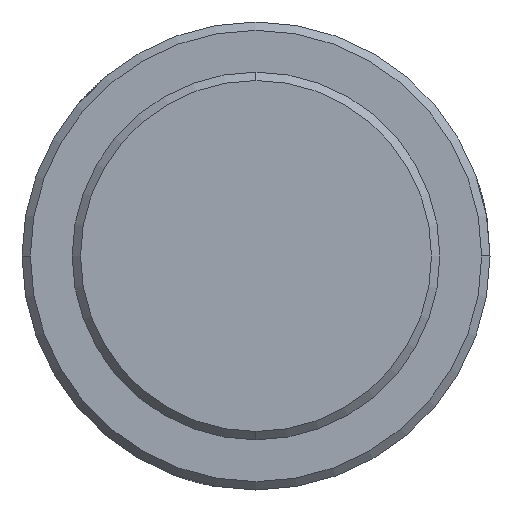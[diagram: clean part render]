
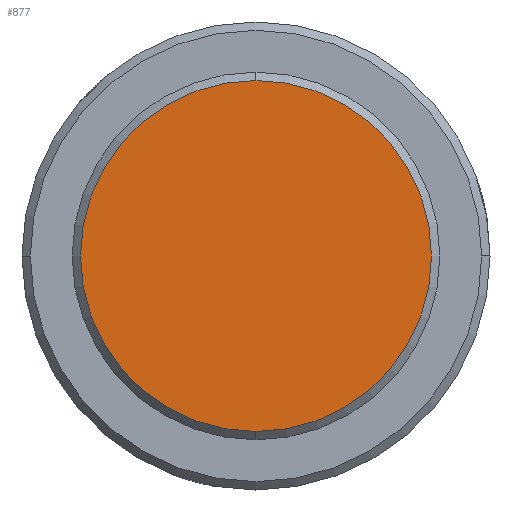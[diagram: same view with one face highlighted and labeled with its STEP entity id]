
A CAD part, left-side view. The second image highlights one B-rep face of the part: STEP entity #877.
In plain terms, the highlighted planar face has unit normal (-1, 0, 0).
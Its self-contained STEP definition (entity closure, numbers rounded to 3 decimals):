
#21 = VERTEX_POINT ( 'NONE', #550 ) ;
#40 = FACE_OUTER_BOUND ( 'NONE', #905, .T. ) ;
#104 = CIRCLE ( 'NONE', #912, 10.5 ) ;
#107 = CIRCLE ( 'NONE', #514, 10.5 ) ;
#123 = CARTESIAN_POINT ( 'NONE',  ( -76.3, -14.674, -14.674 ) ) ;
#170 = EDGE_CURVE ( 'NONE', #544, #21, #107, .T. ) ;
#185 = AXIS2_PLACEMENT_3D ( 'NONE', #123, #847, #783 ) ;
#288 = CARTESIAN_POINT ( 'NONE',  ( -76.3, 0., 10.5 ) ) ;
#313 = ORIENTED_EDGE ( 'NONE', *, *, #170, .T. ) ;
#475 = PLANE ( 'NONE',  #185 ) ;
#514 = AXIS2_PLACEMENT_3D ( 'NONE', #853, #1011, #939 ) ;
#544 = VERTEX_POINT ( 'NONE', #288 ) ;
#548 = DIRECTION ( 'NONE',  ( 0., 0., 1. ) ) ;
#550 = CARTESIAN_POINT ( 'NONE',  ( -76.3, 0., -10.5 ) ) ;
#689 = CARTESIAN_POINT ( 'NONE',  ( -76.3, 0., 0. ) ) ;
#783 = DIRECTION ( 'NONE',  ( 0., 0., 1. ) ) ;
#847 = DIRECTION ( 'NONE',  ( -1., 0., 0. ) ) ;
#853 = CARTESIAN_POINT ( 'NONE',  ( -76.3, 0., 0. ) ) ;
#877 = ADVANCED_FACE ( 'NONE', ( #40 ), #475, .T. ) ;
#905 = EDGE_LOOP ( 'NONE', ( #947, #313 ) ) ;
#912 = AXIS2_PLACEMENT_3D ( 'NONE', #689, #992, #548 ) ;
#939 = DIRECTION ( 'NONE',  ( 0., 0., 1. ) ) ;
#947 = ORIENTED_EDGE ( 'NONE', *, *, #982, .T. ) ;
#982 = EDGE_CURVE ( 'NONE', #21, #544, #104, .T. ) ;
#992 = DIRECTION ( 'NONE',  ( -1., 0., 0. ) ) ;
#1011 = DIRECTION ( 'NONE',  ( -1., 0., 0. ) ) ;
